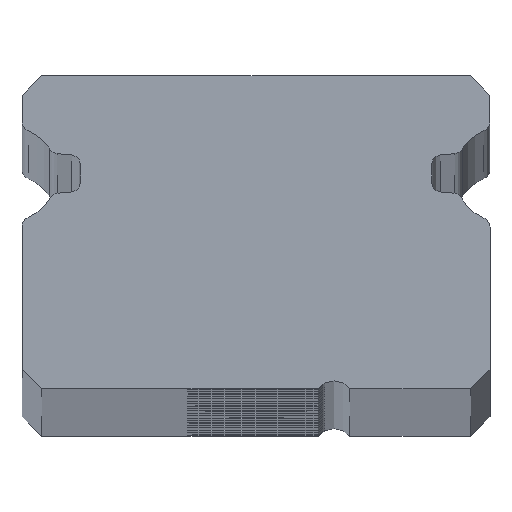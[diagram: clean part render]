
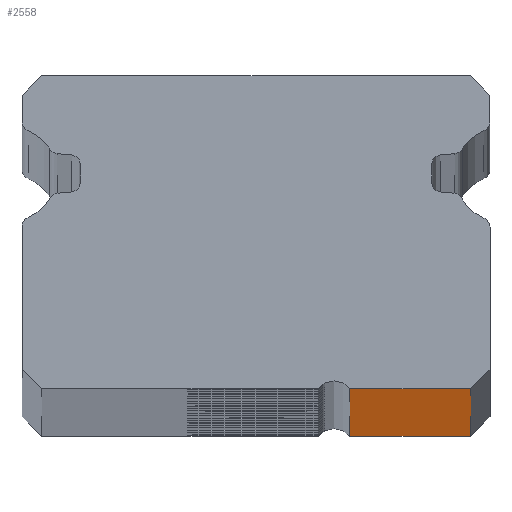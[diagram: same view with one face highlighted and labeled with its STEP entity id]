
A CAD part, top view. The second image highlights one B-rep face of the part: STEP entity #2558.
In plain terms, the highlighted planar face has unit normal (0, -1, 0).
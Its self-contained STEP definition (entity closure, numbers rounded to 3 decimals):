
#50 = FACE_OUTER_BOUND ( 'NONE', #4725, .T. ) ;
#426 = LINE ( 'NONE', #3763, #563 ) ;
#453 = VECTOR ( 'NONE', #1296, 1000. ) ;
#500 = LINE ( 'NONE', #4183, #4018 ) ;
#543 = ORIENTED_EDGE ( 'NONE', *, *, #3835, .F. ) ;
#563 = VECTOR ( 'NONE', #4292, 1000. ) ;
#817 = CARTESIAN_POINT ( 'NONE',  ( 2.393, -5.5, 350. ) ) ;
#994 = VERTEX_POINT ( 'NONE', #3236 ) ;
#1271 = CARTESIAN_POINT ( 'NONE',  ( 5.484, -5.5, 350. ) ) ;
#1296 = DIRECTION ( 'NONE',  ( 0., 0., -1. ) ) ;
#1495 = CARTESIAN_POINT ( 'NONE',  ( 2.393, -5.5, 350. ) ) ;
#1600 = LINE ( 'NONE', #5335, #453 ) ;
#1723 = ORIENTED_EDGE ( 'NONE', *, *, #5921, .F. ) ;
#1914 = EDGE_CURVE ( 'NONE', #4354, #994, #1600, .T. ) ;
#2439 = LINE ( 'NONE', #5394, #3127 ) ;
#2468 = DIRECTION ( 'NONE',  ( 1., 0., 0. ) ) ;
#2492 = VERTEX_POINT ( 'NONE', #1271 ) ;
#2558 = ADVANCED_FACE ( 'NONE', ( #50 ), #3817, .F. ) ;
#2580 = CARTESIAN_POINT ( 'NONE',  ( 5.484, -5.5, -350. ) ) ;
#3127 = VECTOR ( 'NONE', #2468, 1000. ) ;
#3236 = CARTESIAN_POINT ( 'NONE',  ( 2.393, -5.5, -350. ) ) ;
#3387 = ORIENTED_EDGE ( 'NONE', *, *, #4772, .T. ) ;
#3617 = DIRECTION ( 'NONE',  ( 0., 0., 1. ) ) ;
#3763 = CARTESIAN_POINT ( 'NONE',  ( 5.484, -5.5, 350. ) ) ;
#3817 = PLANE ( 'NONE',  #4763 ) ;
#3835 = EDGE_CURVE ( 'NONE', #4354, #2492, #2439, .T. ) ;
#4018 = VECTOR ( 'NONE', #5600, 1000. ) ;
#4066 = VERTEX_POINT ( 'NONE', #2580 ) ;
#4183 = CARTESIAN_POINT ( 'NONE',  ( 2.393, -5.5, -350. ) ) ;
#4292 = DIRECTION ( 'NONE',  ( 0., 0., -1. ) ) ;
#4354 = VERTEX_POINT ( 'NONE', #1495 ) ;
#4573 = DIRECTION ( 'NONE',  ( 0., 1., 0. ) ) ;
#4725 = EDGE_LOOP ( 'NONE', ( #3387, #1723, #543, #4727 ) ) ;
#4727 = ORIENTED_EDGE ( 'NONE', *, *, #1914, .T. ) ;
#4763 = AXIS2_PLACEMENT_3D ( 'NONE', #817, #4573, #3617 ) ;
#4772 = EDGE_CURVE ( 'NONE', #994, #4066, #500, .T. ) ;
#5335 = CARTESIAN_POINT ( 'NONE',  ( 2.393, -5.5, 350. ) ) ;
#5394 = CARTESIAN_POINT ( 'NONE',  ( 2.393, -5.5, 350. ) ) ;
#5600 = DIRECTION ( 'NONE',  ( 1., 0., 0. ) ) ;
#5921 = EDGE_CURVE ( 'NONE', #2492, #4066, #426, .T. ) ;
